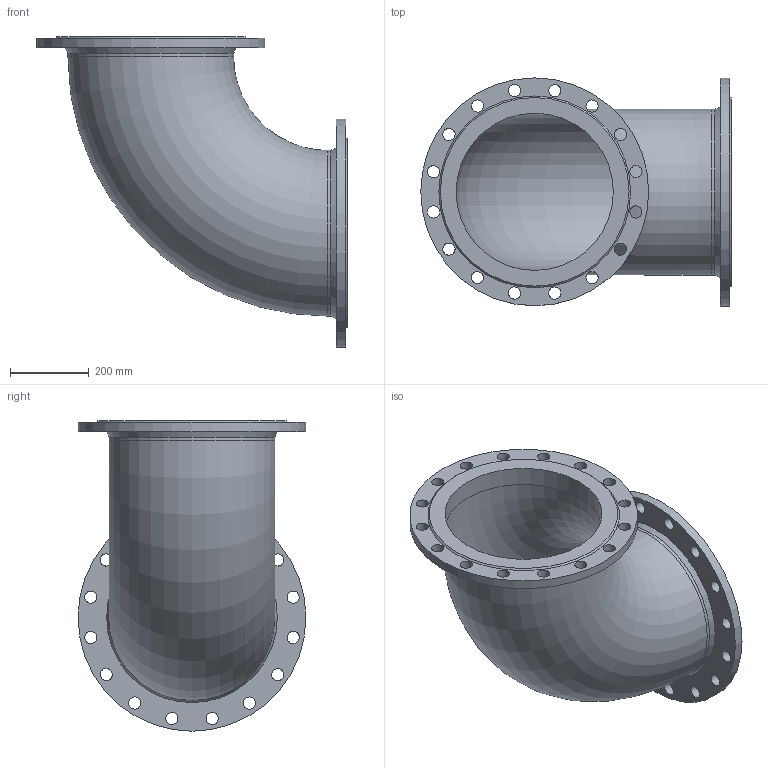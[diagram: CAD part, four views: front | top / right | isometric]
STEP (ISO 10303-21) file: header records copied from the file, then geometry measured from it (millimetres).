
FILE_DESCRIPTION (( 'STEP AP203' ), '1' );
FILE_NAME ('400-90-PN16.STEP', '2017-10-30T08:35:42', ( 'Windows User' ), ( 'AVK' ), 'SwSTEP 2.0', 'SolidWorks 2012', '' );
FILE_SCHEMA (( 'CONFIG_CONTROL_DESIGN' ));
Length unit declared in the file: millimetre
Products named in the file (1): 400-90-PN16
Bounding box: 790 x 580 x 790 mm (x, y, z)
Volume: 17118948.8 mm3; surface area: 2640946.9 mm2
Topology: 1 solids, 1 shells, 50 faces, 158 edges, 114 vertices
Faces by surface type: cylinder 38, plane 6, cone 4, torus 2
Full cylindrical faces by diameter (mm): 31 x32, 400 x2, 421.6 x2, 580 x2
Entity records: 1533 total; most frequent: DIRECTION 266, CARTESIAN_POINT 215, ORIENTED_EDGE 164, EDGE_LOOP 164, AXIS2_PLACEMENT_3D 133, FACE_OUTER_BOUND 90, VERTEX_POINT 82, CIRCLE 82
